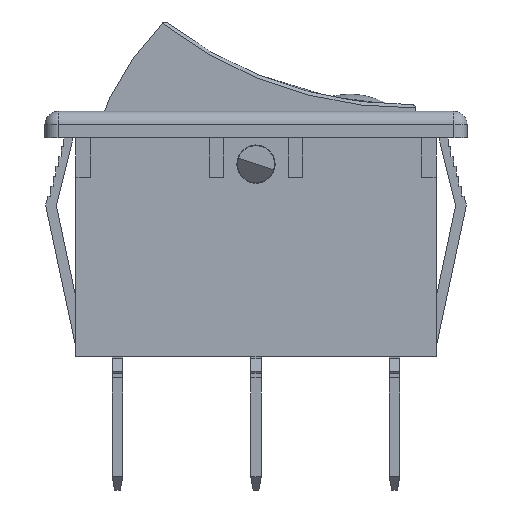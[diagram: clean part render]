
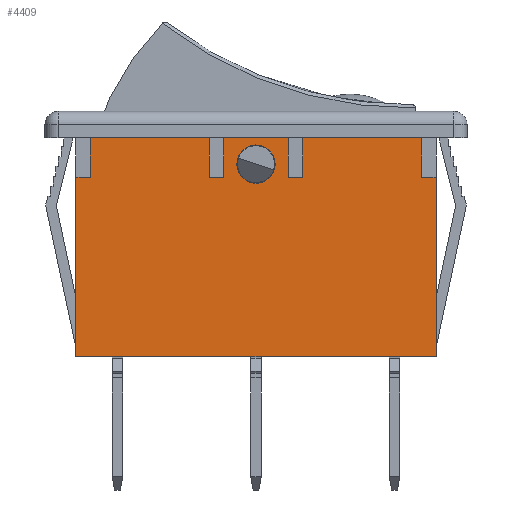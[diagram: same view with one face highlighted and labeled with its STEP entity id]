
A CAD part, front view. The second image highlights one B-rep face of the part: STEP entity #4409.
In plain terms, the highlighted planar face has unit normal (0, -1, 0).
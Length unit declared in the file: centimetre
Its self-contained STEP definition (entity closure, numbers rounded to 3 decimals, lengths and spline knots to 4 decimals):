
#90=FACE_BOUND('',#564,.T.);
#153=CIRCLE('',#4725,0.145);
#307=FACE_OUTER_BOUND('',#563,.T.);
#563=EDGE_LOOP('',(#3527,#3528,#3529,#3530,#3531,#3532,#3533,#3534,#3535,
#3536,#3537,#3538,#3539,#3540,#3541,#3542));
#564=EDGE_LOOP('',(#3543));
#920=LINE('',#6596,#1466);
#926=LINE('',#6608,#1472);
#934=LINE('',#6624,#1480);
#996=LINE('',#6807,#1542);
#997=LINE('',#6809,#1543);
#998=LINE('',#6811,#1544);
#999=LINE('',#6813,#1545);
#1000=LINE('',#6815,#1546);
#1001=LINE('',#6817,#1547);
#1002=LINE('',#6819,#1548);
#1003=LINE('',#6821,#1549);
#1004=LINE('',#6823,#1550);
#1005=LINE('',#6824,#1551);
#1006=LINE('',#6826,#1552);
#1007=LINE('',#6828,#1553);
#1008=LINE('',#6829,#1554);
#1466=VECTOR('',#5365,1.);
#1472=VECTOR('',#5373,1.);
#1480=VECTOR('',#5383,1.);
#1542=VECTOR('',#5561,1.);
#1543=VECTOR('',#5562,1.);
#1544=VECTOR('',#5563,1.);
#1545=VECTOR('',#5564,1.);
#1546=VECTOR('',#5565,1.);
#1547=VECTOR('',#5566,1.);
#1548=VECTOR('',#5567,1.);
#1549=VECTOR('',#5568,1.);
#1550=VECTOR('',#5569,1.);
#1551=VECTOR('',#5570,1.);
#1552=VECTOR('',#5571,1.);
#1553=VECTOR('',#5572,1.);
#1554=VECTOR('',#5573,1.);
#1947=VERTEX_POINT('',#6593);
#1948=VERTEX_POINT('',#6595);
#1953=VERTEX_POINT('',#6606);
#1960=VERTEX_POINT('',#6623);
#2021=VERTEX_POINT('',#6799);
#2022=VERTEX_POINT('',#6805);
#2023=VERTEX_POINT('',#6806);
#2024=VERTEX_POINT('',#6808);
#2025=VERTEX_POINT('',#6810);
#2026=VERTEX_POINT('',#6812);
#2027=VERTEX_POINT('',#6814);
#2028=VERTEX_POINT('',#6816);
#2029=VERTEX_POINT('',#6818);
#2030=VERTEX_POINT('',#6820);
#2031=VERTEX_POINT('',#6822);
#2032=VERTEX_POINT('',#6825);
#2033=VERTEX_POINT('',#6827);
#2455=EDGE_CURVE('',#1948,#1947,#920,.T.);
#2461=EDGE_CURVE('',#1947,#1953,#926,.T.);
#2469=EDGE_CURVE('',#1960,#1948,#934,.T.);
#2556=EDGE_CURVE('',#2021,#2021,#153,.T.);
#2559=EDGE_CURVE('',#2022,#2023,#996,.T.);
#2560=EDGE_CURVE('',#2023,#2024,#997,.T.);
#2561=EDGE_CURVE('',#2024,#2025,#998,.T.);
#2562=EDGE_CURVE('',#2025,#2026,#999,.T.);
#2563=EDGE_CURVE('',#2026,#2027,#1000,.T.);
#2564=EDGE_CURVE('',#2027,#2028,#1001,.T.);
#2565=EDGE_CURVE('',#2028,#2029,#1002,.T.);
#2566=EDGE_CURVE('',#2029,#2030,#1003,.T.);
#2567=EDGE_CURVE('',#2030,#2031,#1004,.T.);
#2568=EDGE_CURVE('',#2031,#1960,#1005,.T.);
#2569=EDGE_CURVE('',#1953,#2032,#1006,.T.);
#2570=EDGE_CURVE('',#2032,#2033,#1007,.T.);
#2571=EDGE_CURVE('',#2033,#2022,#1008,.T.);
#3527=ORIENTED_EDGE('',*,*,#2559,.T.);
#3528=ORIENTED_EDGE('',*,*,#2560,.T.);
#3529=ORIENTED_EDGE('',*,*,#2561,.T.);
#3530=ORIENTED_EDGE('',*,*,#2562,.T.);
#3531=ORIENTED_EDGE('',*,*,#2563,.T.);
#3532=ORIENTED_EDGE('',*,*,#2564,.T.);
#3533=ORIENTED_EDGE('',*,*,#2565,.T.);
#3534=ORIENTED_EDGE('',*,*,#2566,.T.);
#3535=ORIENTED_EDGE('',*,*,#2567,.T.);
#3536=ORIENTED_EDGE('',*,*,#2568,.T.);
#3537=ORIENTED_EDGE('',*,*,#2469,.T.);
#3538=ORIENTED_EDGE('',*,*,#2455,.T.);
#3539=ORIENTED_EDGE('',*,*,#2461,.T.);
#3540=ORIENTED_EDGE('',*,*,#2569,.T.);
#3541=ORIENTED_EDGE('',*,*,#2570,.T.);
#3542=ORIENTED_EDGE('',*,*,#2571,.T.);
#3543=ORIENTED_EDGE('',*,*,#2556,.T.);
#4181=PLANE('',#4727);
#4409=ADVANCED_FACE('',(#307,#90),#4181,.T.);
#4725=AXIS2_PLACEMENT_3D('',#6800,#5553,#5554);
#4727=AXIS2_PLACEMENT_3D('',#6804,#5559,#5560);
#5365=DIRECTION('',(1.,0.,0.));
#5373=DIRECTION('',(0.,0.,1.));
#5383=DIRECTION('',(0.,0.,-1.));
#5553=DIRECTION('center_axis',(0.,1.,0.));
#5554=DIRECTION('ref_axis',(1.,0.,0.));
#5559=DIRECTION('center_axis',(0.,-1.,0.));
#5560=DIRECTION('ref_axis',(1.,0.,0.));
#5561=DIRECTION('',(0.,0.,-1.));
#5562=DIRECTION('',(-1.,0.,0.));
#5563=DIRECTION('',(0.,0.,1.));
#5564=DIRECTION('',(-1.,0.,0.));
#5565=DIRECTION('',(0.,0.,-1.));
#5566=DIRECTION('',(-1.,0.,0.));
#5567=DIRECTION('',(0.,0.,1.));
#5568=DIRECTION('',(-1.,0.,0.));
#5569=DIRECTION('',(0.,0.,-1.));
#5570=DIRECTION('',(-1.,0.,0.));
#5571=DIRECTION('',(-1.,0.,0.));
#5572=DIRECTION('',(0.,0.,1.));
#5573=DIRECTION('',(-1.,0.,0.));
#6593=CARTESIAN_POINT('',(1.365,-0.525,-0.01));
#6595=CARTESIAN_POINT('',(-1.365,-0.525,-0.01));
#6596=CARTESIAN_POINT('',(-1.365,-0.525,-0.01));
#6606=CARTESIAN_POINT('',(1.365,-0.525,1.35));
#6608=CARTESIAN_POINT('',(1.365,-0.525,-0.01));
#6623=CARTESIAN_POINT('',(-1.365,-0.525,1.35));
#6624=CARTESIAN_POINT('',(-1.365,-0.525,1.65));
#6799=CARTESIAN_POINT('',(-0.145,-0.525,1.45));
#6800=CARTESIAN_POINT('Origin',(0.,-0.525,1.45));
#6804=CARTESIAN_POINT('Origin',(0.,-0.525,0.82));
#6805=CARTESIAN_POINT('',(0.355,-0.525,1.65));
#6806=CARTESIAN_POINT('',(0.355,-0.525,1.35));
#6807=CARTESIAN_POINT('',(0.355,-0.525,1.085));
#6808=CARTESIAN_POINT('',(0.245,-0.525,1.35));
#6809=CARTESIAN_POINT('',(0.1225,-0.525,1.35));
#6810=CARTESIAN_POINT('',(0.245,-0.525,1.65));
#6811=CARTESIAN_POINT('',(0.245,-0.525,1.235));
#6812=CARTESIAN_POINT('',(-0.245,-0.525,1.65));
#6813=CARTESIAN_POINT('',(1.365,-0.525,1.65));
#6814=CARTESIAN_POINT('',(-0.245,-0.525,1.35));
#6815=CARTESIAN_POINT('',(-0.245,-0.525,1.085));
#6816=CARTESIAN_POINT('',(-0.355,-0.525,1.35));
#6817=CARTESIAN_POINT('',(-0.1775,-0.525,1.35));
#6818=CARTESIAN_POINT('',(-0.355,-0.525,1.65));
#6819=CARTESIAN_POINT('',(-0.355,-0.525,1.235));
#6820=CARTESIAN_POINT('',(-1.255,-0.525,1.65));
#6821=CARTESIAN_POINT('',(1.365,-0.525,1.65));
#6822=CARTESIAN_POINT('',(-1.255,-0.525,1.35));
#6823=CARTESIAN_POINT('',(-1.255,-0.525,1.085));
#6824=CARTESIAN_POINT('',(-0.6825,-0.525,1.35));
#6825=CARTESIAN_POINT('',(1.255,-0.525,1.35));
#6826=CARTESIAN_POINT('',(0.6275,-0.525,1.35));
#6827=CARTESIAN_POINT('',(1.255,-0.525,1.65));
#6828=CARTESIAN_POINT('',(1.255,-0.525,1.235));
#6829=CARTESIAN_POINT('',(1.365,-0.525,1.65));
